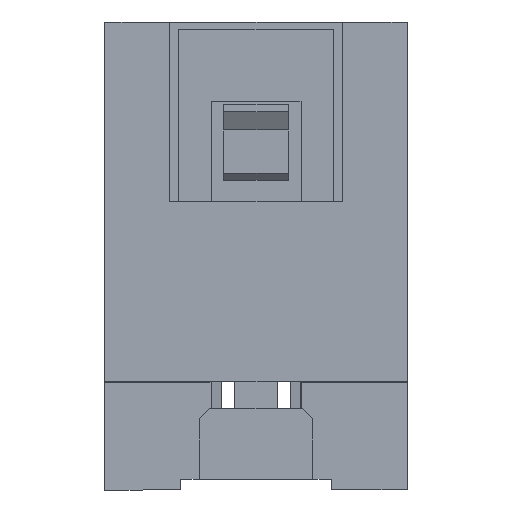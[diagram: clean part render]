
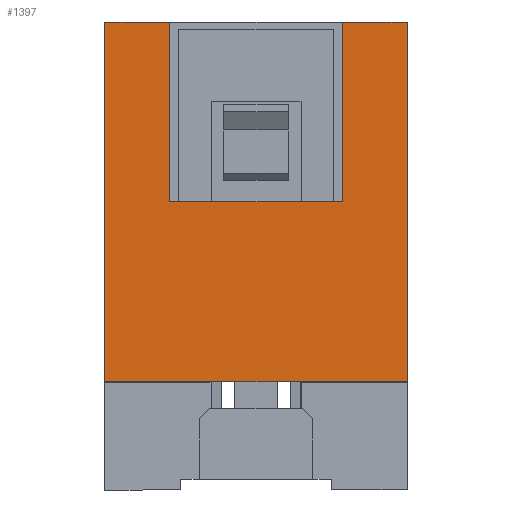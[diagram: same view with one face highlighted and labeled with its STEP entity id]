
A CAD part, left-side view. The second image highlights one B-rep face of the part: STEP entity #1397.
In plain terms, the highlighted planar face has unit normal (-1, 0, 0).
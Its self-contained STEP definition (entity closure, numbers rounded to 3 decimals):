
#1397 = ADVANCED_FACE( '', ( #3094 ), #3095, .T. );
#3094 = FACE_OUTER_BOUND( '', #5311, .T. );
#3095 = PLANE( '', #5312 );
#5311 = EDGE_LOOP( '', ( #8248, #8249, #8250, #8251, #8252, #8253, #8254, #8255 ) );
#5312 = AXIS2_PLACEMENT_3D( '', #8256, #8257, #8258 );
#8248 = ORIENTED_EDGE( '', *, *, #14812, .T. );
#8249 = ORIENTED_EDGE( '', *, *, #14164, .T. );
#8250 = ORIENTED_EDGE( '', *, *, #14813, .T. );
#8251 = ORIENTED_EDGE( '', *, *, #14500, .F. );
#8252 = ORIENTED_EDGE( '', *, *, #14814, .F. );
#8253 = ORIENTED_EDGE( '', *, *, #14815, .T. );
#8254 = ORIENTED_EDGE( '', *, *, #14816, .T. );
#8255 = ORIENTED_EDGE( '', *, *, #14817, .F. );
#8256 = CARTESIAN_POINT( '', ( -30.55, -4.2, -5. ) );
#8257 = DIRECTION( '', ( -1., 0., 0. ) );
#8258 = DIRECTION( '', ( 0., 0., 1. ) );
#14164 = EDGE_CURVE( '', #16994, #16992, #16995, .T. );
#14500 = EDGE_CURVE( '', #17596, #17597, #17598, .T. );
#14812 = EDGE_CURVE( '', #18139, #16994, #18140, .T. );
#14813 = EDGE_CURVE( '', #16992, #17597, #18141, .T. );
#14814 = EDGE_CURVE( '', #18142, #17596, #18143, .T. );
#14815 = EDGE_CURVE( '', #18142, #18144, #18145, .T. );
#14816 = EDGE_CURVE( '', #18144, #18146, #18147, .T. );
#14817 = EDGE_CURVE( '', #18139, #18146, #18148, .T. );
#16992 = VERTEX_POINT( '', #21202 );
#16994 = VERTEX_POINT( '', #21205 );
#16995 = LINE( '', #21206, #21207 );
#17596 = VERTEX_POINT( '', #22062 );
#17597 = VERTEX_POINT( '', #22063 );
#17598 = LINE( '', #22064, #22065 );
#18139 = VERTEX_POINT( '', #22821 );
#18140 = LINE( '', #22822, #22823 );
#18141 = LINE( '', #22824, #22825 );
#18142 = VERTEX_POINT( '', #22826 );
#18143 = LINE( '', #22827, #22828 );
#18144 = VERTEX_POINT( '', #22829 );
#18145 = LINE( '', #22830, #22831 );
#18146 = VERTEX_POINT( '', #22832 );
#18147 = LINE( '', #22833, #22834 );
#18148 = LINE( '', #22835, #22836 );
#21202 = CARTESIAN_POINT( '', ( -30.55, 2.4, 5. ) );
#21205 = CARTESIAN_POINT( '', ( -30.55, 2.4, 0. ) );
#21206 = CARTESIAN_POINT( '', ( -30.55, 2.4, 0. ) );
#21207 = VECTOR( '', #27179, 1000. );
#22062 = CARTESIAN_POINT( '', ( -30.55, 4.2, -5. ) );
#22063 = CARTESIAN_POINT( '', ( -30.55, 4.2, 5. ) );
#22064 = CARTESIAN_POINT( '', ( -30.55, 4.2, -5. ) );
#22065 = VECTOR( '', #27491, 1000. );
#22821 = CARTESIAN_POINT( '', ( -30.55, -2.4, 0. ) );
#22822 = CARTESIAN_POINT( '', ( -30.55, -2.4, 0. ) );
#22823 = VECTOR( '', #27818, 1000. );
#22824 = CARTESIAN_POINT( '', ( -30.55, -4.2, 5. ) );
#22825 = VECTOR( '', #27819, 1000. );
#22826 = CARTESIAN_POINT( '', ( -30.55, -4.2, -5. ) );
#22827 = CARTESIAN_POINT( '', ( -30.55, -4.2, -5. ) );
#22828 = VECTOR( '', #27820, 1000. );
#22829 = CARTESIAN_POINT( '', ( -30.55, -4.2, 5. ) );
#22830 = CARTESIAN_POINT( '', ( -30.55, -4.2, -5. ) );
#22831 = VECTOR( '', #27821, 1000. );
#22832 = CARTESIAN_POINT( '', ( -30.55, -2.4, 5. ) );
#22833 = CARTESIAN_POINT( '', ( -30.55, -4.2, 5. ) );
#22834 = VECTOR( '', #27822, 1000. );
#22835 = CARTESIAN_POINT( '', ( -30.55, -2.4, 0. ) );
#22836 = VECTOR( '', #27823, 1000. );
#27179 = DIRECTION( '', ( 0., 0., 1. ) );
#27491 = DIRECTION( '', ( 0., 0., 1. ) );
#27818 = DIRECTION( '', ( 0., 1., 0. ) );
#27819 = DIRECTION( '', ( 0., 1., 0. ) );
#27820 = DIRECTION( '', ( 0., 1., 0. ) );
#27821 = DIRECTION( '', ( 0., 0., 1. ) );
#27822 = DIRECTION( '', ( 0., 1., 0. ) );
#27823 = DIRECTION( '', ( 0., 0., 1. ) );
